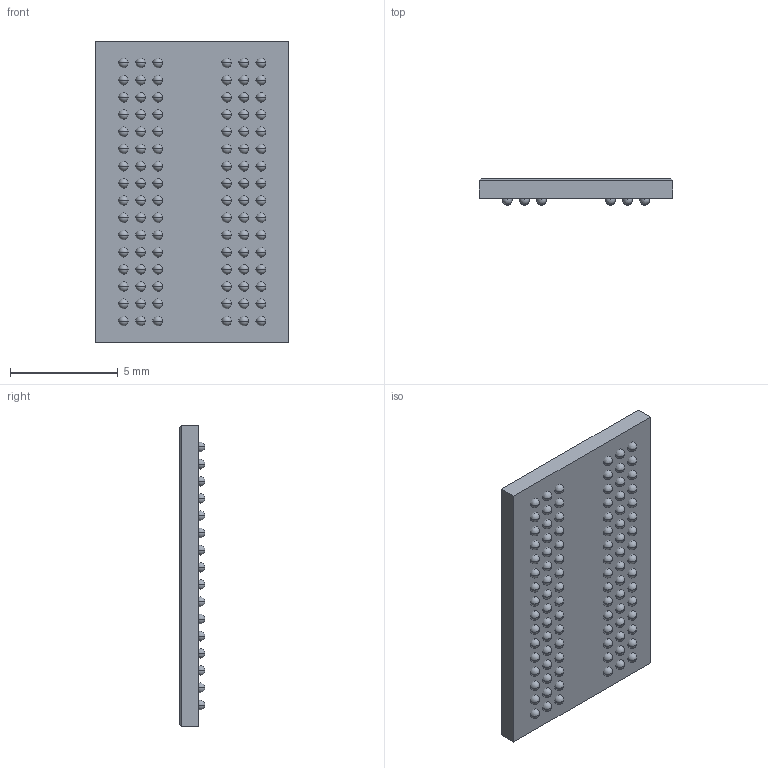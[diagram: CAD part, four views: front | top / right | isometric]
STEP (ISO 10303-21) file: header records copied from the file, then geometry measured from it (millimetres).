
FILE_DESCRIPTION (( 'STEP AP214' ), '1' );
FILE_NAME ( 'BGAS96C80P9X16_900X1400X120.step', '2017-2-20T17:33:53', ( '' ), ( '' ), 'EDABuilder', 'EMA Design Automation', '' );
FILE_SCHEMA (( 'AUTOMOTIVE_DESIGN' ));
Length unit declared in the file: millimetre
Products named in the file (1): face1_BC
Bounding box: 9 x 1.2 x 14 mm (x, y, z)
Volume: 119.1 mm3; surface area: 353.9 mm2
Topology: 98 solids, 98 shells, 205 faces, 695 edges, 494 vertices
Faces by surface type: sphere 192, plane 12, cylinder 1
Full cylindrical faces by diameter (mm): 0.995 x1
Entity records: 4615 total; most frequent: DIRECTION 1016, CARTESIAN_POINT 724, AXIS2_PLACEMENT_3D 498, ORIENTED_EDGE 428, EDGE_CURVE 214, EDGE_LOOP 206, VERTEX_POINT 206, FACE_OUTER_BOUND 205
